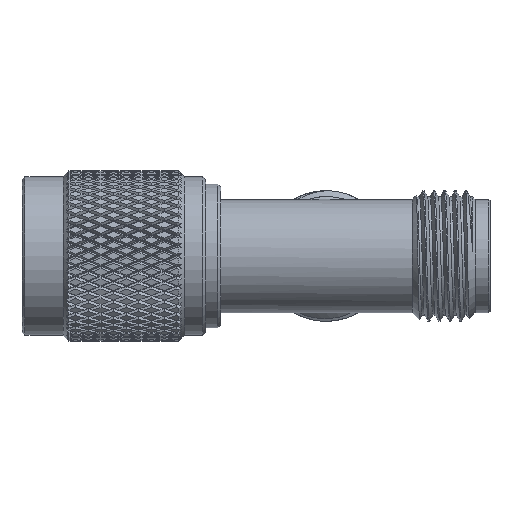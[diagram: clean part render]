
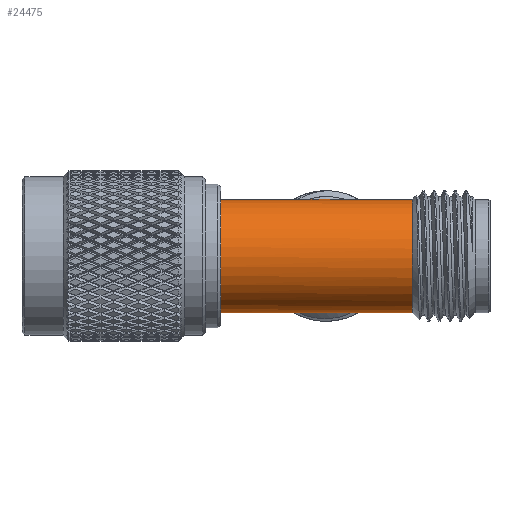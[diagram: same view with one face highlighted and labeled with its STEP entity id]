
A CAD part, front view. The second image highlights one B-rep face of the part: STEP entity #24475.
In plain terms, the highlighted cylindrical face has radius 4.826 mm (diameter 9.652 mm), a full revolution.
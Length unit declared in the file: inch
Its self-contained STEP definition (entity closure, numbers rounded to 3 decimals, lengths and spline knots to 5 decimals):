
#1025 = AXIS2_PLACEMENT_3D ( 'NONE', #62899, #54749, #80051 ) ;
#2084 = VERTEX_POINT ( 'NONE', #11810 ) ;
#2374 = CARTESIAN_POINT ( 'NONE',  ( 0.6, 0.38, -0.19 ) ) ;
#3010 = DIRECTION ( 'NONE',  ( 1., 0., 0. ) ) ;
#7467 = CARTESIAN_POINT ( 'NONE',  ( 1.44, 0.38, 0.19 ) ) ;
#8429 = AXIS2_PLACEMENT_3D ( 'NONE', #62720, #3010, #29226 ) ;
#8698 =( BOUNDED_CURVE ( )  B_SPLINE_CURVE ( 3, ( #83868, #108810, #7467, #75701 ),
 .UNSPECIFIED., .F., .F. ) 
 B_SPLINE_CURVE_WITH_KNOTS ( ( 4, 4 ),
 ( 4.71239, 7.85398 ),
 .UNSPECIFIED. ) 
 CURVE ( )  GEOMETRIC_REPRESENTATION_ITEM ( )  RATIONAL_B_SPLINE_CURVE ( ( 1., 0.333, 0.333, 1. ) ) 
 REPRESENTATION_ITEM ( '' )  );
#11810 = CARTESIAN_POINT ( 'NONE',  ( 1.02, 0., -0.19 ) ) ;
#24475 = ADVANCED_FACE ( 'NONE', ( #72588, #100603, #50023 ), #97815, .T. ) ;
#26677 = CIRCLE ( 'NONE', #8429, 0.19 ) ;
#29226 = DIRECTION ( 'NONE',  ( 0., 0.924, 0.382 ) ) ;
#31376 = EDGE_CURVE ( 'NONE', #92168, #92168, #76032, .T. ) ;
#32025 = DIRECTION ( 'NONE',  ( 1., 0., 0. ) ) ;
#48189 = VERTEX_POINT ( 'NONE', #74679 ) ;
#50023 = FACE_BOUND ( 'NONE', #67606, .T. ) ;
#51590 = VERTEX_POINT ( 'NONE', #55431 ) ;
#53569 = CARTESIAN_POINT ( 'NONE',  ( 1.02, 0., -0.19 ) ) ;
#53931 = CARTESIAN_POINT ( 'NONE',  ( 0.6, 0.38, 0.19 ) ) ;
#54749 = DIRECTION ( 'NONE',  ( 1., 0., 0. ) ) ;
#55431 = CARTESIAN_POINT ( 'NONE',  ( 1.02, 0., 0.19 ) ) ;
#62720 = CARTESIAN_POINT ( 'NONE',  ( 1.31, 0., 0. ) ) ;
#62899 = CARTESIAN_POINT ( 'NONE',  ( 1.57, 0., 0. ) ) ;
#64081 = EDGE_LOOP ( 'NONE', ( #93350 ) ) ;
#67606 = EDGE_LOOP ( 'NONE', ( #106234, #101928 ) ) ;
#68564 =( BOUNDED_CURVE ( )  B_SPLINE_CURVE ( 3, ( #104487, #53931, #2374, #53569 ),
 .UNSPECIFIED., .F., .F. ) 
 B_SPLINE_CURVE_WITH_KNOTS ( ( 4, 4 ),
 ( 4.71239, 7.85398 ),
 .UNSPECIFIED. ) 
 CURVE ( )  GEOMETRIC_REPRESENTATION_ITEM ( )  RATIONAL_B_SPLINE_CURVE ( ( 1., 0.333, 0.333, 1. ) ) 
 REPRESENTATION_ITEM ( '' )  );
#71488 = EDGE_LOOP ( 'NONE', ( #92955 ) ) ;
#72588 = FACE_OUTER_BOUND ( 'NONE', #64081, .T. ) ;
#73323 = EDGE_CURVE ( 'NONE', #48189, #48189, #26677, .T. ) ;
#74679 = CARTESIAN_POINT ( 'NONE',  ( 1.31, 0.1756, 0.07255 ) ) ;
#75701 = CARTESIAN_POINT ( 'NONE',  ( 1.02, 0., 0.19 ) ) ;
#76032 = CIRCLE ( 'NONE', #100517, 0.19 ) ;
#77769 = EDGE_CURVE ( 'NONE', #2084, #51590, #8698, .T. ) ;
#80051 = DIRECTION ( 'NONE',  ( 0., 0.924, 0.382 ) ) ;
#82850 = CARTESIAN_POINT ( 'NONE',  ( 0.6665, 0., -0.19 ) ) ;
#82989 = CARTESIAN_POINT ( 'NONE',  ( 0.6665, 0., 0. ) ) ;
#83868 = CARTESIAN_POINT ( 'NONE',  ( 1.02, 0., -0.19 ) ) ;
#91578 = DIRECTION ( 'NONE',  ( 0., 0., -1. ) ) ;
#92168 = VERTEX_POINT ( 'NONE', #82850 ) ;
#92955 = ORIENTED_EDGE ( 'NONE', *, *, #73323, .F. ) ;
#93350 = ORIENTED_EDGE ( 'NONE', *, *, #31376, .T. ) ;
#97455 = EDGE_CURVE ( 'NONE', #51590, #2084, #68564, .T. ) ;
#97815 = CYLINDRICAL_SURFACE ( 'NONE', #1025, 0.19 ) ;
#100517 = AXIS2_PLACEMENT_3D ( 'NONE', #82989, #32025, #91578 ) ;
#100603 = FACE_OUTER_BOUND ( 'NONE', #71488, .T. ) ;
#101928 = ORIENTED_EDGE ( 'NONE', *, *, #97455, .T. ) ;
#104487 = CARTESIAN_POINT ( 'NONE',  ( 1.02, 0., 0.19 ) ) ;
#106234 = ORIENTED_EDGE ( 'NONE', *, *, #77769, .T. ) ;
#108810 = CARTESIAN_POINT ( 'NONE',  ( 1.44, 0.38, -0.19 ) ) ;
